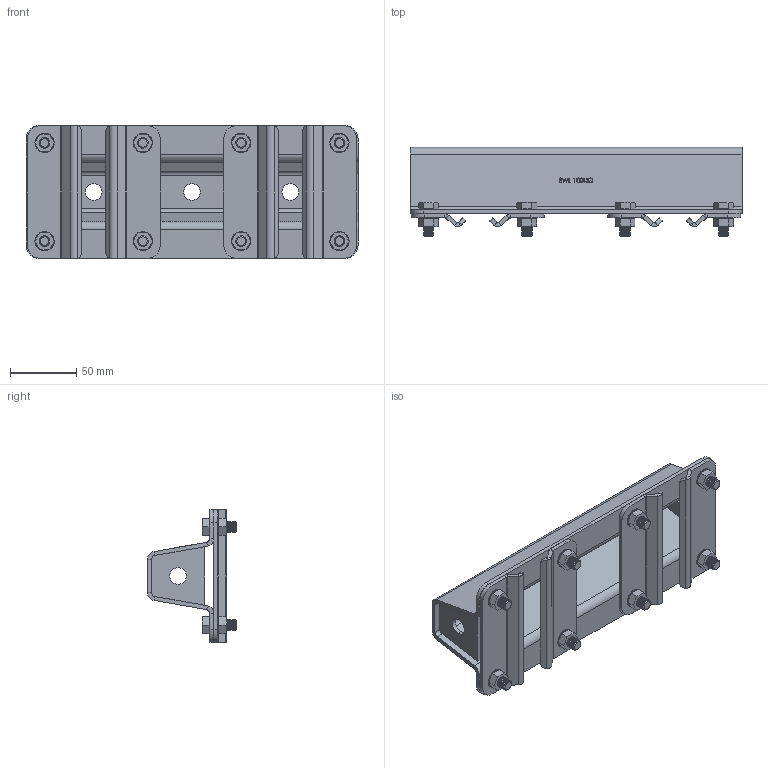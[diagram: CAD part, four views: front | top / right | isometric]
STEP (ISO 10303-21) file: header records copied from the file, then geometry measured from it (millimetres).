
FILE_DESCRIPTION (( 'STEP AP203' ), '1' );
FILE_NAME ('T84117.STEP', '2018-09-18T09:21:12', ( '' ), ( '' ), 'SwSTEP 2.0', 'SolidWorks 2016', '' );
FILE_SCHEMA (( 'CONFIG_CONTROL_DESIGN' ));
Length unit declared in the file: millimetre
Products named in the file (7): Hex Screw GradeC_Doughty Fastners_ISO 4018 - M8 x 20-WS; TH1486; TH1484; F936; TH1273; TH1485; T84117
Assembly tree (24 placements, depth 3):
  T84117
    TH1486
      TH1484
      TH1485  x2
    TH1273  x4
    Hex Screw GradeC_Doughty Fastners_ISO 4018 - M8 x 20-WS  x8
    F936  x8
Bounding box: 250 x 67 x 100 mm (x, y, z)
Volume: 203264.2 mm3; surface area: 147521.8 mm2
Topology: 23 solids, 23 shells, 2051 faces, 5305 edges, 3318 vertices
Faces by surface type: cylinder 919, cone 544, plane 538, bspline 50
Entity records: 17081 total; most frequent: CARTESIAN_POINT 5343, DIRECTION 2250, ORIENTED_EDGE 2188, EDGE_CURVE 1094, AXIS2_PLACEMENT_3D 851, VERTEX_POINT 690, VECTOR 548, LINE 548
